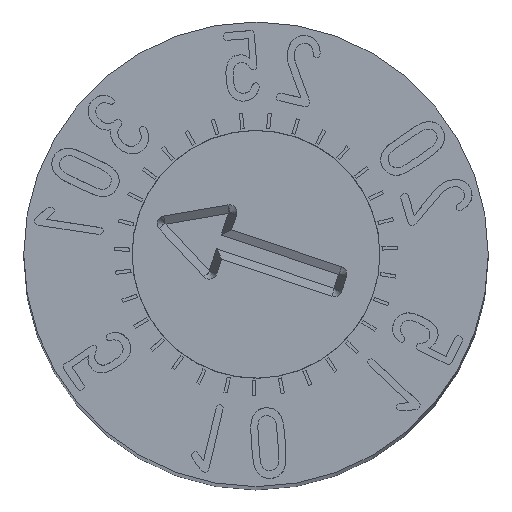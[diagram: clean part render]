
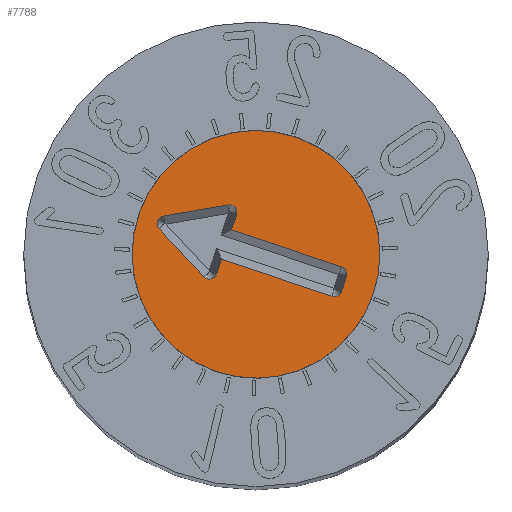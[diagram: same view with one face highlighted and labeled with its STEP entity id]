
A CAD part, top view. The second image highlights one B-rep face of the part: STEP entity #7788.
In plain terms, the highlighted planar face has unit normal (0, 0, 1).
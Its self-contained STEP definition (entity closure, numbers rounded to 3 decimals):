
#72=CIRCLE('',#8114,0.05);
#73=CIRCLE('',#8117,0.05);
#74=CIRCLE('',#8120,0.05);
#75=CIRCLE('',#8124,0.05);
#84=CIRCLE('',#8142,0.8);
#141=FACE_BOUND('',#1582,.T.);
#499=B_SPLINE_CURVE_WITH_KNOTS('',3,(#14073,#14074,#14075,#14076,#14077),
 .UNSPECIFIED.,.F.,.F.,(4,1,4),(1.571,2.244,3.142),
 .UNSPECIFIED.);
#1102=FACE_OUTER_BOUND('',#1581,.T.);
#1581=EDGE_LOOP('',(#7105));
#1582=EDGE_LOOP('',(#7106,#7107,#7108,#7109,#7110,#7111,#7112,#7113,#7114,
#7115,#7116,#7117));
#2280=LINE('',#14086,#3005);
#2284=LINE('',#14094,#3009);
#2289=LINE('',#14106,#3014);
#2294=LINE('',#14118,#3019);
#2298=LINE('',#14128,#3023);
#2302=LINE('',#14136,#3027);
#2305=LINE('',#14143,#3030);
#3005=VECTOR('',#9341,10.);
#3009=VECTOR('',#9347,10.);
#3014=VECTOR('',#9358,10.);
#3019=VECTOR('',#9369,10.);
#3023=VECTOR('',#9379,10.);
#3027=VECTOR('',#9385,10.);
#3030=VECTOR('',#9394,10.);
#3744=VERTEX_POINT('',#14066);
#3746=VERTEX_POINT('',#14072);
#3747=VERTEX_POINT('',#14080);
#3750=VERTEX_POINT('',#14088);
#3753=VERTEX_POINT('',#14096);
#3754=VERTEX_POINT('',#14100);
#3757=VERTEX_POINT('',#14108);
#3758=VERTEX_POINT('',#14112);
#3761=VERTEX_POINT('',#14120);
#3762=VERTEX_POINT('',#14124);
#3764=VERTEX_POINT('',#14130);
#3767=VERTEX_POINT('',#14138);
#3775=VERTEX_POINT('',#14170);
#4843=EDGE_CURVE('',#3746,#3744,#499,.T.);
#4848=EDGE_CURVE('',#3747,#3746,#2280,.T.);
#4852=EDGE_CURVE('',#3750,#3747,#2284,.T.);
#4853=EDGE_CURVE('',#3753,#3750,#72,.T.);
#4858=EDGE_CURVE('',#3754,#3753,#2289,.T.);
#4859=EDGE_CURVE('',#3757,#3754,#73,.T.);
#4864=EDGE_CURVE('',#3758,#3757,#2294,.T.);
#4865=EDGE_CURVE('',#3761,#3758,#74,.T.);
#4869=EDGE_CURVE('',#3762,#3761,#2298,.T.);
#4873=EDGE_CURVE('',#3764,#3762,#2302,.T.);
#4874=EDGE_CURVE('',#3767,#3764,#75,.T.);
#4877=EDGE_CURVE('',#3744,#3767,#2305,.T.);
#4889=EDGE_CURVE('',#3775,#3775,#84,.T.);
#7105=ORIENTED_EDGE('',*,*,#4889,.F.);
#7106=ORIENTED_EDGE('',*,*,#4843,.T.);
#7107=ORIENTED_EDGE('',*,*,#4877,.T.);
#7108=ORIENTED_EDGE('',*,*,#4874,.T.);
#7109=ORIENTED_EDGE('',*,*,#4873,.T.);
#7110=ORIENTED_EDGE('',*,*,#4869,.T.);
#7111=ORIENTED_EDGE('',*,*,#4865,.T.);
#7112=ORIENTED_EDGE('',*,*,#4864,.T.);
#7113=ORIENTED_EDGE('',*,*,#4859,.T.);
#7114=ORIENTED_EDGE('',*,*,#4858,.T.);
#7115=ORIENTED_EDGE('',*,*,#4853,.T.);
#7116=ORIENTED_EDGE('',*,*,#4852,.T.);
#7117=ORIENTED_EDGE('',*,*,#4848,.T.);
#7362=PLANE('',#8143);
#7788=ADVANCED_FACE('',(#1102,#141),#7362,.F.);
#8114=AXIS2_PLACEMENT_3D('',#14097,#9350,#9351);
#8117=AXIS2_PLACEMENT_3D('',#14109,#9361,#9362);
#8120=AXIS2_PLACEMENT_3D('',#14121,#9372,#9373);
#8124=AXIS2_PLACEMENT_3D('',#14139,#9388,#9389);
#8142=AXIS2_PLACEMENT_3D('',#14171,#9430,#9431);
#8143=AXIS2_PLACEMENT_3D('',#14173,#9433,#9434);
#9341=DIRECTION('',(0.,1.,0.));
#9347=DIRECTION('',(1.,0.,0.));
#9350=DIRECTION('center_axis',(0.,0.,-1.));
#9351=DIRECTION('ref_axis',(0.,-1.,0.));
#9358=DIRECTION('',(-0.476,0.88,0.));
#9361=DIRECTION('center_axis',(0.,0.,-1.));
#9362=DIRECTION('ref_axis',(0.88,0.476,0.));
#9369=DIRECTION('',(-0.476,-0.88,0.));
#9372=DIRECTION('center_axis',(0.,0.,-1.));
#9373=DIRECTION('ref_axis',(-0.88,0.476,0.));
#9379=DIRECTION('',(1.,0.,0.));
#9385=DIRECTION('',(0.,-1.,0.));
#9388=DIRECTION('center_axis',(0.,0.,-1.));
#9389=DIRECTION('ref_axis',(-1.,0.,0.));
#9394=DIRECTION('',(1.,0.,0.));
#9430=DIRECTION('center_axis',(0.,0.,-1.));
#9431=DIRECTION('ref_axis',(-1.,0.,0.));
#9433=DIRECTION('center_axis',(0.,0.,-1.));
#9434=DIRECTION('ref_axis',(-1.,0.,0.));
#14066=CARTESIAN_POINT('',(-0.05,0.6,2.));
#14072=CARTESIAN_POINT('',(-0.1,0.55,2.));
#14073=CARTESIAN_POINT('Ctrl Pts',(-0.1,0.55,2.));
#14074=CARTESIAN_POINT('Ctrl Pts',(-0.1,0.561,2.));
#14075=CARTESIAN_POINT('Ctrl Pts',(-0.091,0.587,
2.));
#14076=CARTESIAN_POINT('Ctrl Pts',(-0.065,0.6,2.));
#14077=CARTESIAN_POINT('Ctrl Pts',(-0.05,0.6,2.));
#14080=CARTESIAN_POINT('',(-0.1,-0.2,2.));
#14086=CARTESIAN_POINT('',(-0.1,0.275,2.));
#14088=CARTESIAN_POINT('',(-0.2,-0.2,2.));
#14094=CARTESIAN_POINT('',(-0.05,-0.2,2.));
#14096=CARTESIAN_POINT('',(-0.244,-0.274,2.));
#14097=CARTESIAN_POINT('Origin',(-0.2,-0.25,2.));
#14100=CARTESIAN_POINT('',(-0.044,-0.644,2.));
#14106=CARTESIAN_POINT('',(-0.274,-0.219,2.));
#14108=CARTESIAN_POINT('',(0.044,-0.644,2.));
#14109=CARTESIAN_POINT('Origin',(0.,-0.62,
2.));
#14112=CARTESIAN_POINT('',(0.244,-0.274,2.));
#14118=CARTESIAN_POINT('',(0.174,-0.404,2.));
#14120=CARTESIAN_POINT('',(0.2,-0.2,2.));
#14121=CARTESIAN_POINT('Origin',(0.2,-0.25,2.));
#14124=CARTESIAN_POINT('',(0.1,-0.2,2.));
#14128=CARTESIAN_POINT('',(0.1,-0.2,2.));
#14130=CARTESIAN_POINT('',(0.1,0.55,2.));
#14136=CARTESIAN_POINT('',(0.1,-0.1,2.));
#14138=CARTESIAN_POINT('',(0.05,0.6,2.));
#14139=CARTESIAN_POINT('Origin',(0.05,0.55,2.));
#14143=CARTESIAN_POINT('',(0.,0.6,2.));
#14170=CARTESIAN_POINT('',(0.8,0.,2.));
#14171=CARTESIAN_POINT('Origin',(0.,0.,2.));
#14173=CARTESIAN_POINT('Origin',(0.,0.,2.));
